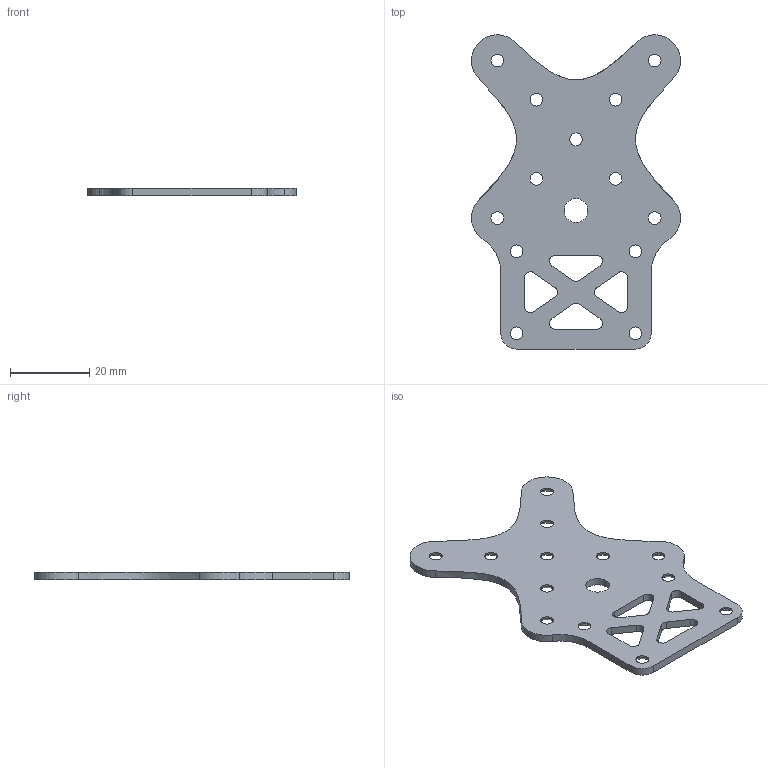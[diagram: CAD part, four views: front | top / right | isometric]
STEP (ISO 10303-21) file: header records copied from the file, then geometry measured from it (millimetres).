
FILE_DESCRIPTION(/* description */ (''),/* implementation_level */ '2;1');
FILE_NAME(/* name */ 'bttm_plate_countersunk.step',/* time_stamp */ '2025-07-17T16:13:06-07:00',/* author */ (''),/* organization */ (''),/* preprocessor_version */ 'ST-DEVELOPER v20.1',/* originating_system */ 'Autodesk Translation Framework v14.10.0.0',/* authorisation */ '');
FILE_SCHEMA (('AUTOMOTIVE_DESIGN { 1 0 10303 214 3 1 1 }'));
Length unit declared in the file: millimetre
Products named in the file (2): PNWFX1; Bttmplate
Assembly tree (1 placements, depth 2):
  PNWFX1
    Bttmplate
Bounding box: 52.8 x 79.37 x 2 mm (x, y, z)
Volume: 5113.5 mm3; surface area: 6326.1 mm2
Topology: 1 solids, 1 shells, 67 faces, 190 edges, 125 vertices
Faces by surface type: cylinder 34, plane 17, cone 13, bspline 3
Full cylindrical faces by diameter (mm): 3.2 x13, 6 x1
Entity records: 2755 total; most frequent: CARTESIAN_POINT 833, DIRECTION 405, ORIENTED_EDGE 380, EDGE_CURVE 190, AXIS2_PLACEMENT_3D 155, VERTEX_POINT 125, EDGE_LOOP 103, LINE 95
